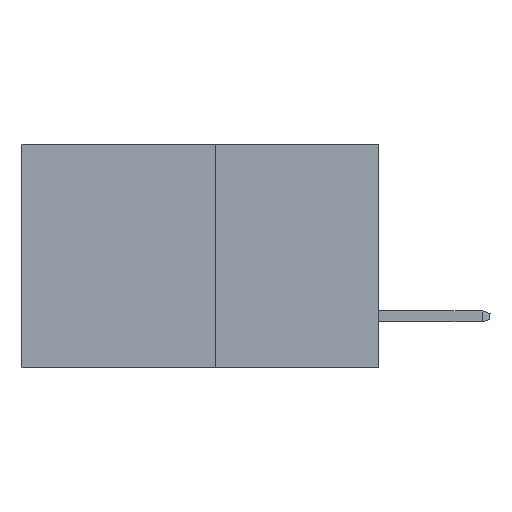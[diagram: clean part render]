
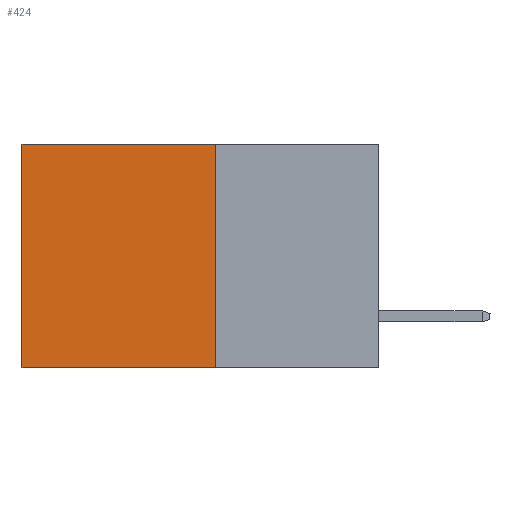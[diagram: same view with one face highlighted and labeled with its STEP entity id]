
A CAD part, left-side view. The second image highlights one B-rep face of the part: STEP entity #424.
In plain terms, the highlighted planar face has unit normal (-1, 0, 0).
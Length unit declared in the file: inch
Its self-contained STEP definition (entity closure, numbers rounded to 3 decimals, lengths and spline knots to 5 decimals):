
#230 = DIRECTION ( 'NONE',  ( 0., 1., 0. ) ) ;
#250 = CARTESIAN_POINT ( 'NONE',  ( 0.277, 0.27, -0.37 ) ) ;
#424 = ADVANCED_FACE ( 'NONE', ( #7909 ), #9586, .F. ) ;
#693 = VECTOR ( 'NONE', #3045, 39.37008 ) ;
#831 = ORIENTED_EDGE ( 'NONE', *, *, #4483, .T. ) ;
#1324 = ORIENTED_EDGE ( 'NONE', *, *, #6838, .F. ) ;
#1548 = EDGE_CURVE ( 'NONE', #5007, #3223, #13062, .T. ) ;
#3045 = DIRECTION ( 'NONE',  ( 0., 1., 0. ) ) ;
#3223 = VERTEX_POINT ( 'NONE', #11976 ) ;
#3394 = CARTESIAN_POINT ( 'NONE',  ( 0.277, 0.27, 0. ) ) ;
#3846 = EDGE_LOOP ( 'NONE', ( #10507, #1324, #4469, #831 ) ) ;
#4469 = ORIENTED_EDGE ( 'NONE', *, *, #1548, .F. ) ;
#4483 = EDGE_CURVE ( 'NONE', #5007, #9088, #12046, .T. ) ;
#5007 = VERTEX_POINT ( 'NONE', #5417 ) ;
#5417 = CARTESIAN_POINT ( 'NONE',  ( 0.277, 0.27, 0. ) ) ;
#5606 = VECTOR ( 'NONE', #230, 39.37008 ) ;
#6088 = LINE ( 'NONE', #12770, #11322 ) ;
#6838 = EDGE_CURVE ( 'NONE', #3223, #10286, #13230, .T. ) ;
#6983 = EDGE_CURVE ( 'NONE', #9088, #10286, #6088, .T. ) ;
#7072 = CARTESIAN_POINT ( 'NONE',  ( 0.277, 0.59, 0. ) ) ;
#7562 = VECTOR ( 'NONE', #10682, 39.37008 ) ;
#7909 = FACE_OUTER_BOUND ( 'NONE', #3846, .T. ) ;
#8459 = AXIS2_PLACEMENT_3D ( 'NONE', #9655, #8938, #9021 ) ;
#8938 = DIRECTION ( 'NONE',  ( 1., 0., 0. ) ) ;
#9021 = DIRECTION ( 'NONE',  ( 0., 0., -1. ) ) ;
#9088 = VERTEX_POINT ( 'NONE', #7072 ) ;
#9586 = PLANE ( 'NONE',  #8459 ) ;
#9655 = CARTESIAN_POINT ( 'NONE',  ( 0.277, 0.27, -0.37 ) ) ;
#10286 = VERTEX_POINT ( 'NONE', #11880 ) ;
#10507 = ORIENTED_EDGE ( 'NONE', *, *, #6983, .T. ) ;
#10582 = CARTESIAN_POINT ( 'NONE',  ( 0.277, 0.27, -0.37 ) ) ;
#10682 = DIRECTION ( 'NONE',  ( 0., 0., -1. ) ) ;
#11322 = VECTOR ( 'NONE', #12343, 39.37008 ) ;
#11880 = CARTESIAN_POINT ( 'NONE',  ( 0.277, 0.59, -0.37 ) ) ;
#11976 = CARTESIAN_POINT ( 'NONE',  ( 0.277, 0.27, -0.37 ) ) ;
#12046 = LINE ( 'NONE', #3394, #693 ) ;
#12343 = DIRECTION ( 'NONE',  ( 0., 0., -1. ) ) ;
#12770 = CARTESIAN_POINT ( 'NONE',  ( 0.277, 0.59, -0.37 ) ) ;
#13062 = LINE ( 'NONE', #10582, #7562 ) ;
#13230 = LINE ( 'NONE', #250, #5606 ) ;
